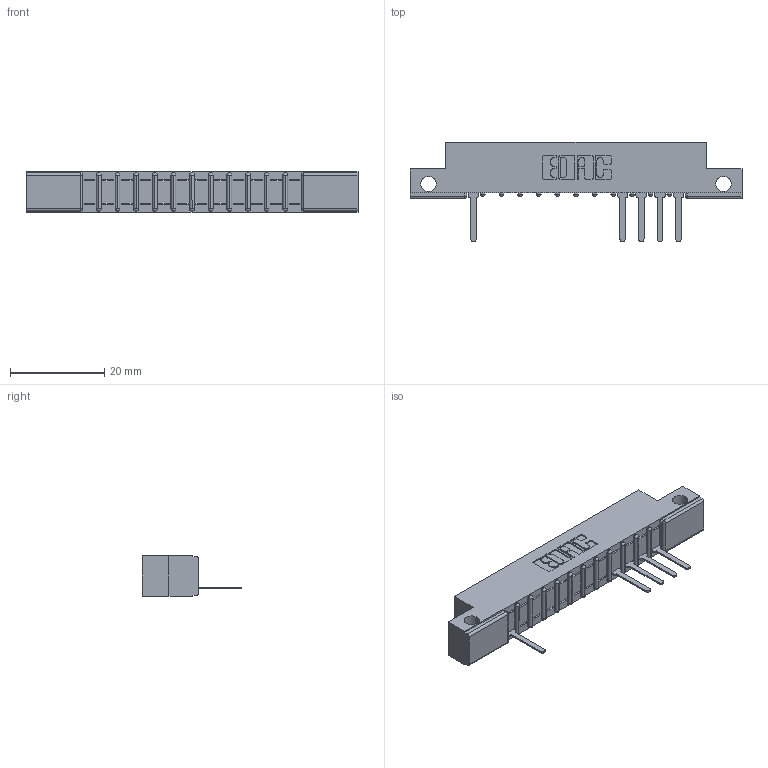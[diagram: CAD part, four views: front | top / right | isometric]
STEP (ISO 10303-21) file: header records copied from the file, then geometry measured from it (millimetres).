
FILE_DESCRIPTION (( 'STEP AP203' ), '1' );
FILE_NAME ('357-012-527-112.STEP', '2018-08-07T11:48:37', ( '' ), ( '' ), 'SwSTEP 2.0', 'SolidWorks 2016', '' );
FILE_SCHEMA (( 'CONFIG_CONTROL_DESIGN' ));
Length unit declared in the file: inch
Products named in the file (3): 307 Part_.128 Dia Side Mounting Holes; 307-290-001_527; 357-012-527-112
Assembly tree (6 placements, depth 2):
  357-012-527-112
    307 Part_.128 Dia Side Mounting Holes
    307-290-001_527  x5
Bounding box: 70.56 x 21.11 x 8.71 mm (x, y, z)
Volume: 4305.7 mm3; surface area: 5550.2 mm2
Topology: 6 solids, 6 shells, 551 faces, 1581 edges, 1010 vertices
Faces by surface type: plane 339, cylinder 186, sphere 26
Entity records: 13732 total; most frequent: CARTESIAN_POINT 2333, ORIENTED_EDGE 2326, DIRECTION 2279, EDGE_CURVE 1163, LINE 879, VECTOR 879, VERTEX_POINT 754, AXIS2_PLACEMENT_3D 700
